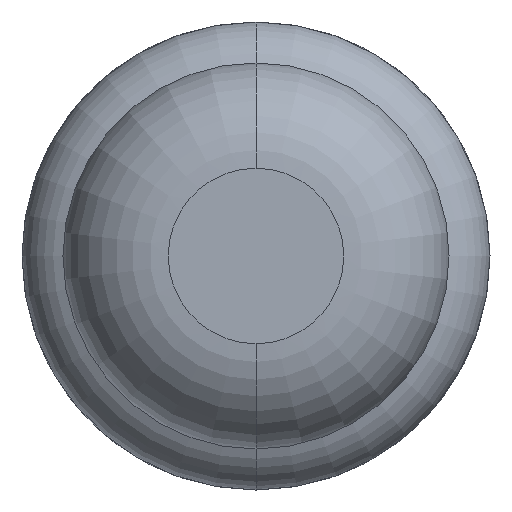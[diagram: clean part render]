
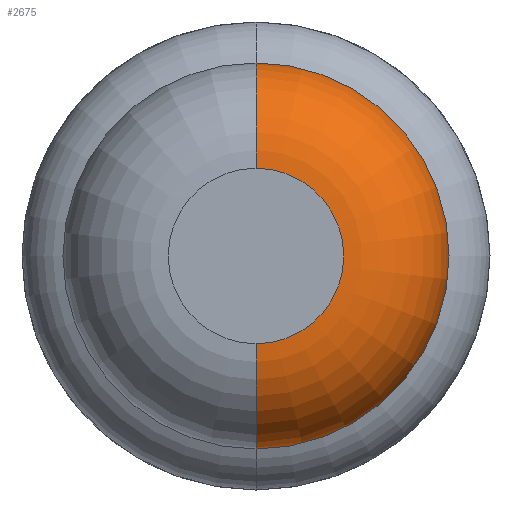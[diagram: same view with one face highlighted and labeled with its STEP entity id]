
A CAD part, front view. The second image highlights one B-rep face of the part: STEP entity #2675.
In plain terms, the highlighted toroidal (fillet/blend) face has major radius 0.375 mm and minor radius 0.45 mm.
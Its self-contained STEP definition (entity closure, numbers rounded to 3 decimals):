
#167 = EDGE_CURVE ( 'NONE', #247, #818, #4341, .T. ) ;
#201 = CIRCLE ( 'NONE', #2883, 0.825 ) ;
#220 = AXIS2_PLACEMENT_3D ( 'NONE', #1785, #1862, #5047 ) ;
#247 = VERTEX_POINT ( 'NONE', #3072 ) ;
#487 = VERTEX_POINT ( 'NONE', #1441 ) ;
#795 = DIRECTION ( 'NONE',  ( 0., 0., 1. ) ) ;
#818 = VERTEX_POINT ( 'NONE', #1103 ) ;
#859 = ORIENTED_EDGE ( 'NONE', *, *, #167, .T. ) ;
#1103 = CARTESIAN_POINT ( 'NONE',  ( 0., -25.55, -0.825 ) ) ;
#1248 = CARTESIAN_POINT ( 'NONE',  ( 0., -25.55, 0. ) ) ;
#1276 = DIRECTION ( 'NONE',  ( 0., 0., -1. ) ) ;
#1441 = CARTESIAN_POINT ( 'NONE',  ( 0., -26., 0.375 ) ) ;
#1724 = CARTESIAN_POINT ( 'NONE',  ( 0., -26., 0. ) ) ;
#1733 = CIRCLE ( 'NONE', #3866, 0.45 ) ;
#1785 = CARTESIAN_POINT ( 'NONE',  ( 0., -25.55, 0. ) ) ;
#1862 = DIRECTION ( 'NONE',  ( 0., 1., 0. ) ) ;
#1947 = VERTEX_POINT ( 'NONE', #5487 ) ;
#2158 = ORIENTED_EDGE ( 'NONE', *, *, #3576, .T. ) ;
#2214 = DIRECTION ( 'NONE',  ( 0., 0., 1. ) ) ;
#2623 = AXIS2_PLACEMENT_3D ( 'NONE', #1724, #5896, #2214 ) ;
#2675 = ADVANCED_FACE ( 'Defeature ausgef�hrt1_8', ( #3170 ), #5496, .T. ) ;
#2883 = AXIS2_PLACEMENT_3D ( 'NONE', #1248, #5910, #795 ) ;
#3072 = CARTESIAN_POINT ( 'NONE',  ( 0., -26., -0.375 ) ) ;
#3118 = DIRECTION ( 'NONE',  ( 0., 0., 1. ) ) ;
#3144 = CARTESIAN_POINT ( 'NONE',  ( 0., -25.55, -0.375 ) ) ;
#3148 = EDGE_LOOP ( 'NONE', ( #2158, #859, #5223, #5730 ) ) ;
#3170 = FACE_OUTER_BOUND ( 'NONE', #3148, .T. ) ;
#3421 = EDGE_CURVE ( 'NONE', #487, #1947, #1733, .T. ) ;
#3502 = EDGE_CURVE ( 'Defeature ausgef�hrt1_9+Defeature ausgef�hrt1_8+Defeature ausgef�hrt1_8+Defeature ausgef�hrt1_8', #1947, #818, #201, .T. ) ;
#3532 = DIRECTION ( 'NONE',  ( 1., 0., 0. ) ) ;
#3576 = EDGE_CURVE ( 'Defeature ausgef�hrt1_8+Defeature ausgef�hrt1_7+Defeature ausgef�hrt1_7+Defeature ausgef�hrt1_7', #487, #247, #3935, .T. ) ;
#3866 = AXIS2_PLACEMENT_3D ( 'NONE', #4987, #4573, #3118 ) ;
#3935 = CIRCLE ( 'NONE', #2623, 0.375 ) ;
#4341 = CIRCLE ( 'NONE', #5963, 0.45 ) ;
#4573 = DIRECTION ( 'NONE',  ( -1., 0., 0. ) ) ;
#4987 = CARTESIAN_POINT ( 'NONE',  ( 0., -25.55, 0.375 ) ) ;
#5047 = DIRECTION ( 'NONE',  ( 0., 0., 1. ) ) ;
#5223 = ORIENTED_EDGE ( 'NONE', *, *, #3502, .F. ) ;
#5487 = CARTESIAN_POINT ( 'NONE',  ( 0., -25.55, 0.825 ) ) ;
#5496 = TOROIDAL_SURFACE ( 'NONE', #220, 0.375, 0.45 ) ;
#5730 = ORIENTED_EDGE ( 'NONE', *, *, #3421, .F. ) ;
#5896 = DIRECTION ( 'NONE',  ( 0., 1., 0. ) ) ;
#5910 = DIRECTION ( 'NONE',  ( 0., 1., 0. ) ) ;
#5963 = AXIS2_PLACEMENT_3D ( 'NONE', #3144, #3532, #1276 ) ;
